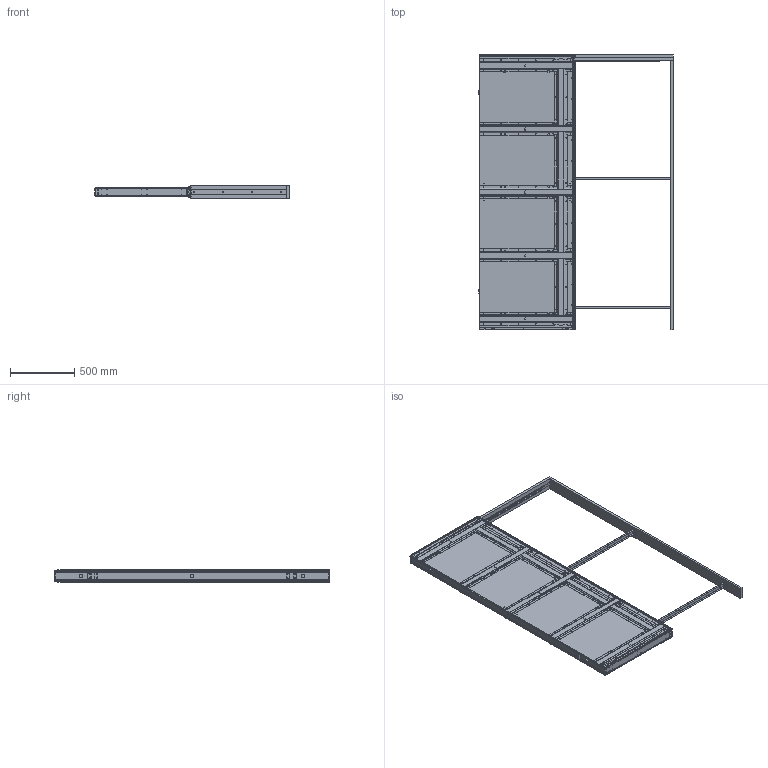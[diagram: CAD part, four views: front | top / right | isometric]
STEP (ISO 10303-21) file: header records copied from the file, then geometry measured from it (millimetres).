
FILE_DESCRIPTION(/* description */ (''),/* implementation_level */ '2;1');
FILE_NAME(/* name */ 'SAF-INSIDE70.stp',/* time_stamp */ '2019-08-12T14:18:27+02:00',/* author */ ('Marc'),/* organization */ (''),/* preprocessor_version */ 'ST-DEVELOPER v17.2',/* originating_system */ 'Autodesk Inventor 2019',/* authorisation */ '');
FILE_SCHEMA (('AUTOMOTIVE_DESIGN { 1 0 10303 214 3 1 1 }'));
Products named in the file (16): SAFINSIDE 700 MANTION; 22540; 22545; 22546; 22547; 22548; 22549; 22532; 22551; 22553; 22552; 22554; 11145_128; 22531_B; 22590_A; 22555
Assembly tree (36 placements, depth 2):
  SAFINSIDE 700 MANTION
    22540
    22545  x2
    22546
    22547  x2
    22548
    22549
    22532
    22551
    22553  x2
    22552
    22554  x2
    11145_128
    22531_B  x2
    22590_A  x10
    22555  x8
Bounding box: 1508.8 x 2137.6 x 95 mm (x, y, z)
Volume: 10485779.6 mm3; surface area: 12280692.3 mm2
Topology: 38 solids, 38 shells, 5754 faces, 15670 edges, 10224 vertices
Faces by surface type: plane 4996, cylinder 747, bspline 8, cone 3
Full cylindrical faces by diameter (mm): 2.5 x6, 4 x4, 4.2 x6, 4.5 x3, 5 x18, 5.05 x1, 28 x3
Entity records: 64350 total; most frequent: CARTESIAN_POINT 11622, ORIENTED_EDGE 10978, DIRECTION 10404, EDGE_CURVE 5489, LINE 4636, VECTOR 4636, VERTEX_POINT 3530, AXIS2_PLACEMENT_3D 2884
